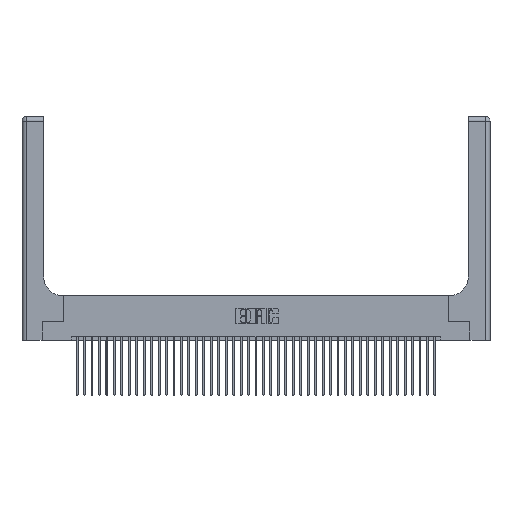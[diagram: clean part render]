
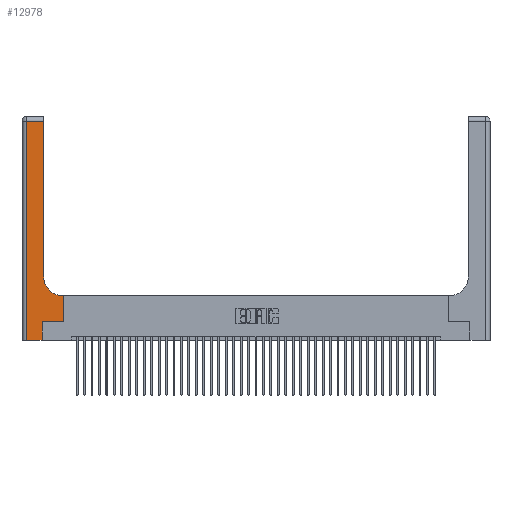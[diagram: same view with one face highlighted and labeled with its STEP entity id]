
A CAD part, top view. The second image highlights one B-rep face of the part: STEP entity #12978.
In plain terms, the highlighted planar face has unit normal (0, 0, 1).
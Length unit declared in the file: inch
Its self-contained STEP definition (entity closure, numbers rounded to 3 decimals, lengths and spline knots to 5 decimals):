
#582 = CARTESIAN_POINT ( 'NONE',  ( 0.269, 0., 0.37 ) ) ;
#2363 = CARTESIAN_POINT ( 'NONE',  ( 0.2915, 3., 0.37 ) ) ;
#2395 = LINE ( 'NONE', #37884, #18959 ) ;
#2785 = PLANE ( 'NONE',  #33199 ) ;
#2816 = VECTOR ( 'NONE', #5666, 39.37008 ) ;
#2865 = VERTEX_POINT ( 'NONE', #3857 ) ;
#3857 = CARTESIAN_POINT ( 'NONE',  ( 0.06, 0., 0.37 ) ) ;
#3907 = DIRECTION ( 'NONE',  ( 0., 1., 0. ) ) ;
#4198 = CARTESIAN_POINT ( 'NONE',  ( 0.2915, 2.94, 0.37 ) ) ;
#4562 = VERTEX_POINT ( 'NONE', #32482 ) ;
#5666 = DIRECTION ( 'NONE',  ( 0., 1., 0. ) ) ;
#6112 = DIRECTION ( 'NONE',  ( -1., 0., 0. ) ) ;
#6144 = EDGE_LOOP ( 'NONE', ( #18044, #19078, #13409, #25276, #37108, #20626, #23737, #16030, #42281 ) ) ;
#6596 = VERTEX_POINT ( 'NONE', #34823 ) ;
#6946 = LINE ( 'NONE', #2363, #2816 ) ;
#7297 = LINE ( 'NONE', #34292, #32611 ) ;
#7318 = EDGE_CURVE ( 'NONE', #17729, #42676, #16580, .T. ) ;
#8702 = CARTESIAN_POINT ( 'NONE',  ( 0.5415, 0.85, 0.37 ) ) ;
#8969 = CARTESIAN_POINT ( 'NONE',  ( 0.269, 0.25, 0.37 ) ) ;
#8972 = VERTEX_POINT ( 'NONE', #13981 ) ;
#9031 = DIRECTION ( 'NONE',  ( 0., 1., 0. ) ) ;
#9173 = VERTEX_POINT ( 'NONE', #24905 ) ;
#9297 = EDGE_CURVE ( 'NONE', #9173, #17729, #6946, .T. ) ;
#9642 = EDGE_CURVE ( 'NONE', #8972, #33233, #23458, .T. ) ;
#12039 = DIRECTION ( 'NONE',  ( 1., 0., 0. ) ) ;
#12978 = ADVANCED_FACE ( 'NONE', ( #29873 ), #2785, .F. ) ;
#13114 = LINE ( 'NONE', #32232, #29586 ) ;
#13409 = ORIENTED_EDGE ( 'NONE', *, *, #41323, .T. ) ;
#13459 = VECTOR ( 'NONE', #9031, 39.37008 ) ;
#13939 = DIRECTION ( 'NONE',  ( 0., -1., 0. ) ) ;
#13981 = CARTESIAN_POINT ( 'NONE',  ( 0.269, 0., 0.37 ) ) ;
#14685 = AXIS2_PLACEMENT_3D ( 'NONE', #8702, #31797, #12039 ) ;
#15556 = VECTOR ( 'NONE', #25549, 39.37008 ) ;
#16030 = ORIENTED_EDGE ( 'NONE', *, *, #23224, .T. ) ;
#16580 = LINE ( 'NONE', #18937, #15556 ) ;
#17317 = VECTOR ( 'NONE', #26581, 39.37008 ) ;
#17729 = VERTEX_POINT ( 'NONE', #4198 ) ;
#18044 = ORIENTED_EDGE ( 'NONE', *, *, #9297, .T. ) ;
#18175 = DIRECTION ( 'NONE',  ( 1., 0., 0. ) ) ;
#18937 = CARTESIAN_POINT ( 'NONE',  ( 0., 2.94, 0.37 ) ) ;
#18959 = VECTOR ( 'NONE', #18175, 39.37008 ) ;
#19078 = ORIENTED_EDGE ( 'NONE', *, *, #7318, .T. ) ;
#20626 = ORIENTED_EDGE ( 'NONE', *, *, #27408, .T. ) ;
#20868 = CARTESIAN_POINT ( 'NONE',  ( 0.06, 2.94, 0.37 ) ) ;
#22214 = LINE ( 'NONE', #35286, #13459 ) ;
#22581 = CARTESIAN_POINT ( 'NONE',  ( 0., 3., 0.37 ) ) ;
#23224 = EDGE_CURVE ( 'NONE', #6596, #30296, #34843, .T. ) ;
#23253 = CARTESIAN_POINT ( 'NONE',  ( 0.2915, 0.6, 0.37 ) ) ;
#23458 = LINE ( 'NONE', #582, #39950 ) ;
#23633 = CIRCLE ( 'NONE', #14685, 0.25 ) ;
#23737 = ORIENTED_EDGE ( 'NONE', *, *, #31202, .T. ) ;
#24321 = EDGE_CURVE ( 'NONE', #2865, #8972, #13114, .T. ) ;
#24905 = CARTESIAN_POINT ( 'NONE',  ( 0.2915, 0.85, 0.37 ) ) ;
#25276 = ORIENTED_EDGE ( 'NONE', *, *, #24321, .T. ) ;
#25549 = DIRECTION ( 'NONE',  ( -1., 0., 0. ) ) ;
#25905 = DIRECTION ( 'NONE',  ( 0., 0., -1. ) ) ;
#26581 = DIRECTION ( 'NONE',  ( -1., 0., 0. ) ) ;
#27408 = EDGE_CURVE ( 'NONE', #33233, #4562, #2395, .T. ) ;
#27883 = CARTESIAN_POINT ( 'NONE',  ( 0.5415, 0.6, 0.37 ) ) ;
#29586 = VECTOR ( 'NONE', #35530, 39.37008 ) ;
#29873 = FACE_OUTER_BOUND ( 'NONE', #6144, .T. ) ;
#30296 = VERTEX_POINT ( 'NONE', #27883 ) ;
#31202 = EDGE_CURVE ( 'NONE', #4562, #6596, #22214, .T. ) ;
#31797 = DIRECTION ( 'NONE',  ( 0., 0., -1. ) ) ;
#32232 = CARTESIAN_POINT ( 'NONE',  ( 0., 0., 0.37 ) ) ;
#32482 = CARTESIAN_POINT ( 'NONE',  ( 0.5585, 0.25, 0.37 ) ) ;
#32611 = VECTOR ( 'NONE', #13939, 39.37008 ) ;
#33199 = AXIS2_PLACEMENT_3D ( 'NONE', #22581, #25905, #6112 ) ;
#33233 = VERTEX_POINT ( 'NONE', #8969 ) ;
#34292 = CARTESIAN_POINT ( 'NONE',  ( 0.06, 3., 0.37 ) ) ;
#34693 = EDGE_CURVE ( 'NONE', #30296, #9173, #23633, .T. ) ;
#34823 = CARTESIAN_POINT ( 'NONE',  ( 0.5585, 0.6, 0.37 ) ) ;
#34843 = LINE ( 'NONE', #23253, #17317 ) ;
#35286 = CARTESIAN_POINT ( 'NONE',  ( 0.5585, 0.25, 0.37 ) ) ;
#35530 = DIRECTION ( 'NONE',  ( 1., 0., 0. ) ) ;
#37108 = ORIENTED_EDGE ( 'NONE', *, *, #9642, .T. ) ;
#37884 = CARTESIAN_POINT ( 'NONE',  ( 0.269, 0.25, 0.37 ) ) ;
#39950 = VECTOR ( 'NONE', #3907, 39.37008 ) ;
#41323 = EDGE_CURVE ( 'NONE', #42676, #2865, #7297, .T. ) ;
#42281 = ORIENTED_EDGE ( 'NONE', *, *, #34693, .T. ) ;
#42676 = VERTEX_POINT ( 'NONE', #20868 ) ;
